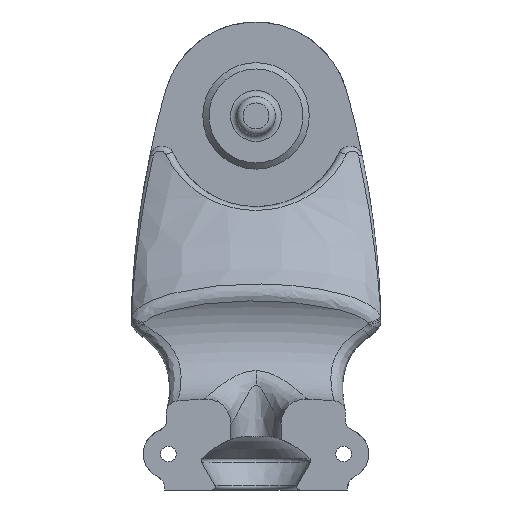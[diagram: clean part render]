
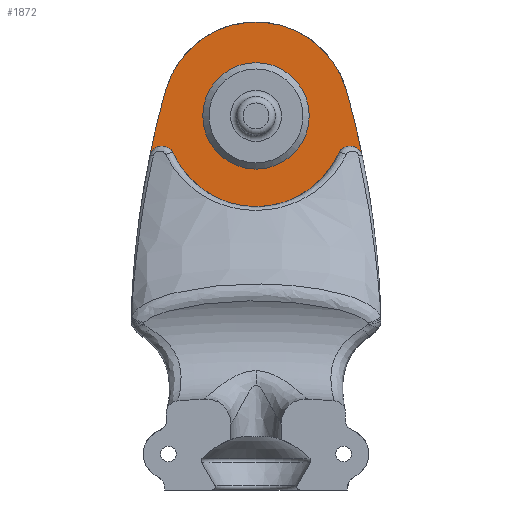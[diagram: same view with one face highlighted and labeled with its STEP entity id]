
A CAD part, left-side view. The second image highlights one B-rep face of the part: STEP entity #1872.
In plain terms, the highlighted planar face has unit normal (-1, 0, 0).
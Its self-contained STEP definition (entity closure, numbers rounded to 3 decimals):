
#186=FACE_BOUND('',#607,.T.);
#220=PLANE('',#2064);
#485=FACE_OUTER_BOUND('',#606,.T.);
#606=EDGE_LOOP('',(#1683,#1684,#1685,#1686,#1687,#1688));
#607=EDGE_LOOP('',(#1689));
#687=CIRCLE('',#2024,2.);
#688=CIRCLE('',#2026,14.5);
#689=CIRCLE('',#2028,2.);
#712=CIRCLE('',#2063,8.5);
#713=CIRCLE('',#2065,148.906);
#714=CIRCLE('',#2066,15.);
#715=CIRCLE('',#2067,148.906);
#869=VERTEX_POINT('',#5044);
#870=VERTEX_POINT('',#5046);
#871=VERTEX_POINT('',#5050);
#872=VERTEX_POINT('',#5054);
#891=VERTEX_POINT('',#6220);
#892=VERTEX_POINT('',#6224);
#893=VERTEX_POINT('',#6226);
#1108=EDGE_CURVE('',#869,#870,#687,.F.);
#1110=EDGE_CURVE('',#870,#871,#688,.T.);
#1112=EDGE_CURVE('',#872,#871,#689,.T.);
#1162=EDGE_CURVE('',#891,#891,#712,.T.);
#1164=EDGE_CURVE('',#869,#892,#713,.T.);
#1165=EDGE_CURVE('',#893,#892,#714,.T.);
#1166=EDGE_CURVE('',#893,#872,#715,.T.);
#1683=ORIENTED_EDGE('',*,*,#1164,.T.);
#1684=ORIENTED_EDGE('',*,*,#1165,.F.);
#1685=ORIENTED_EDGE('',*,*,#1166,.T.);
#1686=ORIENTED_EDGE('',*,*,#1112,.T.);
#1687=ORIENTED_EDGE('',*,*,#1110,.F.);
#1688=ORIENTED_EDGE('',*,*,#1108,.F.);
#1689=ORIENTED_EDGE('',*,*,#1162,.F.);
#1872=ADVANCED_FACE('',(#485,#186),#220,.F.);
#2024=AXIS2_PLACEMENT_3D('',#5047,#2396,#2397);
#2026=AXIS2_PLACEMENT_3D('',#5051,#2401,#2402);
#2028=AXIS2_PLACEMENT_3D('',#5055,#2406,#2407);
#2063=AXIS2_PLACEMENT_3D('',#6221,#2477,#2478);
#2064=AXIS2_PLACEMENT_3D('',#6223,#2480,#2481);
#2065=AXIS2_PLACEMENT_3D('',#6225,#2482,#2483);
#2066=AXIS2_PLACEMENT_3D('',#6227,#2484,#2485);
#2067=AXIS2_PLACEMENT_3D('',#6228,#2486,#2487);
#2396=DIRECTION('center_axis',(1.,0.,0.));
#2397=DIRECTION('ref_axis',(0.,0.98,-0.2));
#2401=DIRECTION('center_axis',(1.,0.,0.));
#2402=DIRECTION('ref_axis',(0.,1.,0.));
#2406=DIRECTION('center_axis',(1.,0.,0.));
#2407=DIRECTION('ref_axis',(0.,-0.98,-0.2));
#2477=DIRECTION('center_axis',(-1.,0.,0.));
#2478=DIRECTION('ref_axis',(0.,0.,-1.));
#2480=DIRECTION('center_axis',(1.,0.,0.));
#2481=DIRECTION('ref_axis',(0.,0.,-1.));
#2482=DIRECTION('center_axis',(-1.,0.,0.));
#2483=DIRECTION('ref_axis',(0.,0.963,-0.271));
#2484=DIRECTION('center_axis',(1.,0.,0.));
#2485=DIRECTION('ref_axis',(0.,-0.963,-0.271));
#2486=DIRECTION('center_axis',(-1.,0.,0.));
#2487=DIRECTION('ref_axis',(0.,-1.,0.));
#5044=CARTESIAN_POINT('',(26.,-16.982,143.577));
#5046=CARTESIAN_POINT('',(26.,-13.202,144.003));
#5047=CARTESIAN_POINT('Origin',(26.,-15.023,143.176));
#5050=CARTESIAN_POINT('',(26.,13.202,144.003));
#5051=CARTESIAN_POINT('Origin',(26.,0.,150.));
#5054=CARTESIAN_POINT('',(26.,16.982,143.577));
#5055=CARTESIAN_POINT('Origin',(26.,15.023,143.176));
#6220=CARTESIAN_POINT('',(26.,0.,158.5));
#6221=CARTESIAN_POINT('Origin',(26.,0.,150.));
#6223=CARTESIAN_POINT('Origin',(26.,0.,150.));
#6224=CARTESIAN_POINT('',(26.,-14.44,154.061));
#6225=CARTESIAN_POINT('Origin',(26.,128.906,113.75));
#6226=CARTESIAN_POINT('',(26.,14.44,154.061));
#6227=CARTESIAN_POINT('Origin',(26.,0.,150.));
#6228=CARTESIAN_POINT('Origin',(26.,-128.906,113.75));
